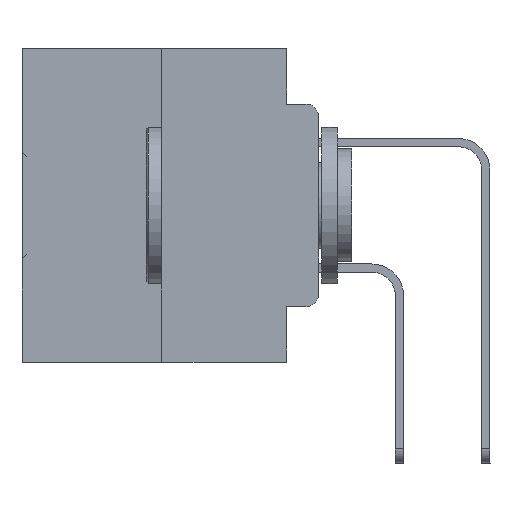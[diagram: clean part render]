
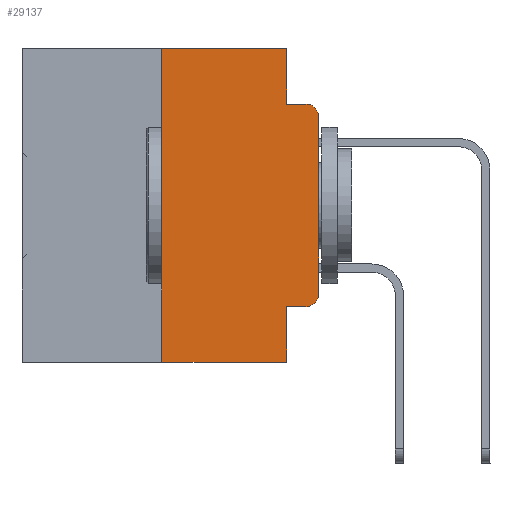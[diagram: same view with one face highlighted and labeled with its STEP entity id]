
A CAD part, left-side view. The second image highlights one B-rep face of the part: STEP entity #29137.
In plain terms, the highlighted planar face has unit normal (-1, 0, 0).
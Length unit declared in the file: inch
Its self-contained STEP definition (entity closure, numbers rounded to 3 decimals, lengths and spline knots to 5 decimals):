
#134 = CARTESIAN_POINT ( 'NONE',  ( 0., 0.051, 0. ) ) ;
#621 = DIRECTION ( 'NONE',  ( 1., 0., 0. ) ) ;
#744 = ORIENTED_EDGE ( 'NONE', *, *, #19729, .F. ) ;
#1225 = ORIENTED_EDGE ( 'NONE', *, *, #36748, .F. ) ;
#1255 = ORIENTED_EDGE ( 'NONE', *, *, #36376, .F. ) ;
#1558 = VECTOR ( 'NONE', #11959, 39.37008 ) ;
#1953 = ORIENTED_EDGE ( 'NONE', *, *, #28639, .F. ) ;
#2064 = VERTEX_POINT ( 'NONE', #26503 ) ;
#2282 = CARTESIAN_POINT ( 'NONE',  ( 0., 0., -0.1085 ) ) ;
#2292 = EDGE_CURVE ( 'NONE', #27883, #25284, #21897, .T. ) ;
#2440 = ORIENTED_EDGE ( 'NONE', *, *, #2292, .T. ) ;
#2516 = ORIENTED_EDGE ( 'NONE', *, *, #17951, .F. ) ;
#2659 = ORIENTED_EDGE ( 'NONE', *, *, #26255, .T. ) ;
#3729 = EDGE_CURVE ( 'NONE', #27162, #26582, #33093, .T. ) ;
#4886 = ORIENTED_EDGE ( 'NONE', *, *, #3729, .T. ) ;
#4966 = ORIENTED_EDGE ( 'NONE', *, *, #31110, .T. ) ;
#5727 = LINE ( 'NONE', #30021, #35808 ) ;
#6349 = AXIS2_PLACEMENT_3D ( 'NONE', #31899, #621, #20839 ) ;
#6506 = EDGE_CURVE ( 'NONE', #26582, #34771, #14855, .T. ) ;
#7408 = FACE_OUTER_BOUND ( 'NONE', #8197, .T. ) ;
#7855 = DIRECTION ( 'NONE',  ( 0., 0., 1. ) ) ;
#8197 = EDGE_LOOP ( 'NONE', ( #27928, #4966, #744, #1225, #1255, #1953, #2440, #2516, #2659, #4886 ) ) ;
#8781 = LINE ( 'NONE', #10084, #16049 ) ;
#9440 = LINE ( 'NONE', #134, #1558 ) ;
#9811 = CIRCLE ( 'NONE', #21290, 0.02 ) ;
#9922 = CARTESIAN_POINT ( 'NONE',  ( 0., 0.051, -0.0885 ) ) ;
#10084 = CARTESIAN_POINT ( 'NONE',  ( 0., 0.25, 0. ) ) ;
#10926 = CARTESIAN_POINT ( 'NONE',  ( 0., 0.051, 0. ) ) ;
#11959 = DIRECTION ( 'NONE',  ( 0., 0., -1. ) ) ;
#12141 = DIRECTION ( 'NONE',  ( -1., 0., 0. ) ) ;
#12596 = CARTESIAN_POINT ( 'NONE',  ( 0., 0.02, -0.1085 ) ) ;
#13495 = CARTESIAN_POINT ( 'NONE',  ( 0., 0.051, -0.4115 ) ) ;
#14533 = CARTESIAN_POINT ( 'NONE',  ( 0., 0.051, -0.5 ) ) ;
#14765 = CARTESIAN_POINT ( 'NONE',  ( 0., 0.02, -0.0885 ) ) ;
#14855 = LINE ( 'NONE', #16433, #28927 ) ;
#15405 = DIRECTION ( 'NONE',  ( 0., 0., -1. ) ) ;
#15691 = VECTOR ( 'NONE', #30564, 39.37008 ) ;
#16049 = VECTOR ( 'NONE', #26982, 39.37008 ) ;
#16433 = CARTESIAN_POINT ( 'NONE',  ( 0., 0., 0. ) ) ;
#16636 = CARTESIAN_POINT ( 'NONE',  ( 0., 0.051, 0. ) ) ;
#17596 = VERTEX_POINT ( 'NONE', #14765 ) ;
#17925 = PLANE ( 'NONE',  #6349 ) ;
#17942 = CARTESIAN_POINT ( 'NONE',  ( 0., 0.051, -0.0885 ) ) ;
#17951 = EDGE_CURVE ( 'NONE', #2064, #25284, #23238, .T. ) ;
#19213 = VECTOR ( 'NONE', #29875, 39.37008 ) ;
#19729 = EDGE_CURVE ( 'NONE', #31730, #17596, #24873, .T. ) ;
#20839 = DIRECTION ( 'NONE',  ( 0., 0., -1. ) ) ;
#21196 = DIRECTION ( 'NONE',  ( 0., -1., 0. ) ) ;
#21290 = AXIS2_PLACEMENT_3D ( 'NONE', #12596, #32188, #15405 ) ;
#21897 = LINE ( 'NONE', #29808, #19213 ) ;
#22736 = VECTOR ( 'NONE', #33096, 39.37008 ) ;
#23238 = LINE ( 'NONE', #10926, #15691 ) ;
#23483 = CARTESIAN_POINT ( 'NONE',  ( 0., 0., -0.3915 ) ) ;
#23700 = CARTESIAN_POINT ( 'NONE',  ( 0., 0.02, -0.4115 ) ) ;
#23980 = VECTOR ( 'NONE', #21196, 39.37008 ) ;
#24873 = LINE ( 'NONE', #9922, #23980 ) ;
#25284 = VERTEX_POINT ( 'NONE', #14533 ) ;
#26255 = EDGE_CURVE ( 'NONE', #2064, #27162, #35794, .T. ) ;
#26503 = CARTESIAN_POINT ( 'NONE',  ( 0., 0.051, -0.4115 ) ) ;
#26582 = VERTEX_POINT ( 'NONE', #23483 ) ;
#26865 = VERTEX_POINT ( 'NONE', #16636 ) ;
#26982 = DIRECTION ( 'NONE',  ( 0., 0., 1. ) ) ;
#27162 = VERTEX_POINT ( 'NONE', #23700 ) ;
#27883 = VERTEX_POINT ( 'NONE', #34782 ) ;
#27928 = ORIENTED_EDGE ( 'NONE', *, *, #6506, .T. ) ;
#28639 = EDGE_CURVE ( 'NONE', #27883, #28908, #8781, .T. ) ;
#28908 = VERTEX_POINT ( 'NONE', #30946 ) ;
#28927 = VECTOR ( 'NONE', #7855, 39.37008 ) ;
#28962 = CARTESIAN_POINT ( 'NONE',  ( 0., 0.02, -0.3915 ) ) ;
#29137 = ADVANCED_FACE ( 'NONE', ( #7408 ), #17925, .F. ) ;
#29808 = CARTESIAN_POINT ( 'NONE',  ( 0., 0.473, -0.5 ) ) ;
#29875 = DIRECTION ( 'NONE',  ( 0., -1., 0. ) ) ;
#30021 = CARTESIAN_POINT ( 'NONE',  ( 0., 0.473, 0. ) ) ;
#30564 = DIRECTION ( 'NONE',  ( 0., 0., -1. ) ) ;
#30946 = CARTESIAN_POINT ( 'NONE',  ( 0., 0.25, 0. ) ) ;
#31110 = EDGE_CURVE ( 'NONE', #34771, #17596, #9811, .T. ) ;
#31730 = VERTEX_POINT ( 'NONE', #17942 ) ;
#31746 = DIRECTION ( 'NONE',  ( 0., 0., -1. ) ) ;
#31899 = CARTESIAN_POINT ( 'NONE',  ( 0., 0.473, 0. ) ) ;
#32188 = DIRECTION ( 'NONE',  ( -1., 0., 0. ) ) ;
#32812 = DIRECTION ( 'NONE',  ( 0., -1., 0. ) ) ;
#33093 = CIRCLE ( 'NONE', #36598, 0.02 ) ;
#33096 = DIRECTION ( 'NONE',  ( 0., -1., 0. ) ) ;
#34771 = VERTEX_POINT ( 'NONE', #2282 ) ;
#34782 = CARTESIAN_POINT ( 'NONE',  ( 0., 0.25, -0.5 ) ) ;
#35794 = LINE ( 'NONE', #13495, #22736 ) ;
#35808 = VECTOR ( 'NONE', #32812, 39.37008 ) ;
#36376 = EDGE_CURVE ( 'NONE', #28908, #26865, #5727, .T. ) ;
#36598 = AXIS2_PLACEMENT_3D ( 'NONE', #28962, #12141, #31746 ) ;
#36748 = EDGE_CURVE ( 'NONE', #26865, #31730, #9440, .T. ) ;
